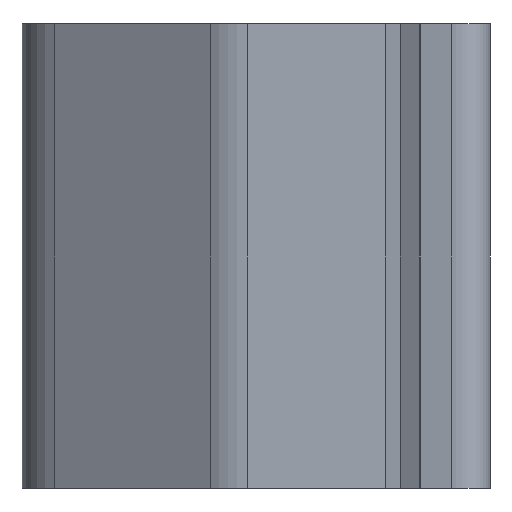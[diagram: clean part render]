
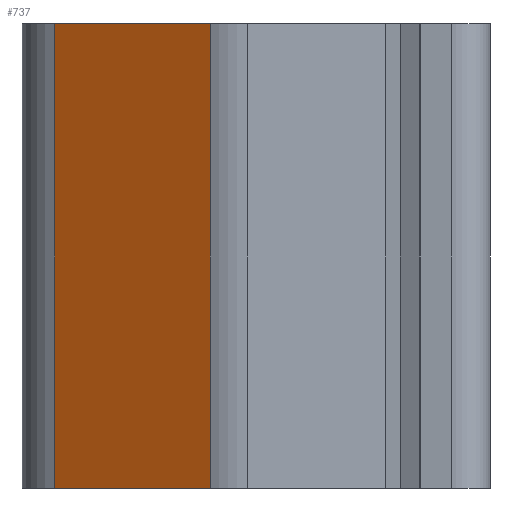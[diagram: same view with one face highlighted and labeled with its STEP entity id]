
A CAD part, front view. The second image highlights one B-rep face of the part: STEP entity #737.
In plain terms, the highlighted planar face has unit normal (-0.543, -0.84, 0).
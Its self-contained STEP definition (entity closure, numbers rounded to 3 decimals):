
#49 = LINE ( 'NONE', #225, #241 ) ;
#171 = CARTESIAN_POINT ( 'NONE',  ( -7.436, -16.442, 6.5 ) ) ;
#193 = CARTESIAN_POINT ( 'NONE',  ( -11.786, -13.63, 6.5 ) ) ;
#225 = CARTESIAN_POINT ( 'NONE',  ( -11.786, -13.63, 6.5 ) ) ;
#241 = VECTOR ( 'NONE', #1411, 1000. ) ;
#283 = ORIENTED_EDGE ( 'NONE', *, *, #402, .T. ) ;
#310 = LINE ( 'NONE', #171, #947 ) ;
#389 = DIRECTION ( 'NONE',  ( -0.84, 0.543, 0. ) ) ;
#402 = EDGE_CURVE ( 'NONE', #527, #1620, #1432, .T. ) ;
#527 = VERTEX_POINT ( 'NONE', #193 ) ;
#583 = PLANE ( 'NONE',  #1282 ) ;
#622 = DIRECTION ( 'NONE',  ( 0., 0., -1. ) ) ;
#737 = ADVANCED_FACE ( 'NONE', ( #1908 ), #583, .F. ) ;
#746 = CARTESIAN_POINT ( 'NONE',  ( -11.786, -13.63, 6.5 ) ) ;
#770 = EDGE_CURVE ( 'NONE', #527, #961, #49, .T. ) ;
#776 = CARTESIAN_POINT ( 'NONE',  ( -11.786, -13.63, 6.5 ) ) ;
#853 = DIRECTION ( 'NONE',  ( 0.84, -0.543, 0. ) ) ;
#947 = VECTOR ( 'NONE', #1145, 1000. ) ;
#961 = VERTEX_POINT ( 'NONE', #1296 ) ;
#979 = VECTOR ( 'NONE', #853, 1000. ) ;
#1018 = CARTESIAN_POINT ( 'NONE',  ( -11.786, -13.63, -6.5 ) ) ;
#1109 = VECTOR ( 'NONE', #622, 1000. ) ;
#1138 = ORIENTED_EDGE ( 'NONE', *, *, #2106, .T. ) ;
#1145 = DIRECTION ( 'NONE',  ( 0., 0., -1. ) ) ;
#1182 = LINE ( 'NONE', #1018, #979 ) ;
#1282 = AXIS2_PLACEMENT_3D ( 'NONE', #746, #2031, #389 ) ;
#1296 = CARTESIAN_POINT ( 'NONE',  ( -7.436, -16.442, 6.5 ) ) ;
#1411 = DIRECTION ( 'NONE',  ( 0.84, -0.543, 0. ) ) ;
#1432 = LINE ( 'NONE', #776, #1109 ) ;
#1486 = CARTESIAN_POINT ( 'NONE',  ( -7.436, -16.442, -6.5 ) ) ;
#1617 = EDGE_CURVE ( 'NONE', #961, #1934, #310, .T. ) ;
#1620 = VERTEX_POINT ( 'NONE', #1809 ) ;
#1649 = ORIENTED_EDGE ( 'NONE', *, *, #770, .F. ) ;
#1672 = EDGE_LOOP ( 'NONE', ( #1138, #2060, #1649, #283 ) ) ;
#1809 = CARTESIAN_POINT ( 'NONE',  ( -11.786, -13.63, -6.5 ) ) ;
#1908 = FACE_OUTER_BOUND ( 'NONE', #1672, .T. ) ;
#1934 = VERTEX_POINT ( 'NONE', #1486 ) ;
#2031 = DIRECTION ( 'NONE',  ( 0.543, 0.84, 0. ) ) ;
#2060 = ORIENTED_EDGE ( 'NONE', *, *, #1617, .F. ) ;
#2106 = EDGE_CURVE ( 'NONE', #1620, #1934, #1182, .T. ) ;
